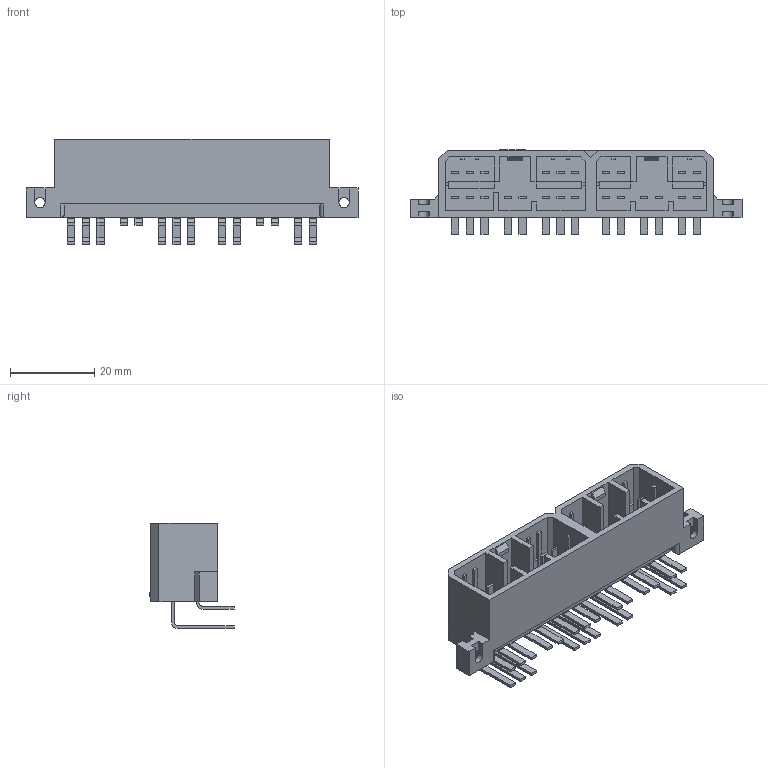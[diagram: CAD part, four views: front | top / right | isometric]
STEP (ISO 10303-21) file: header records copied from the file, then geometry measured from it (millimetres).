
FILE_DESCRIPTION((''),'2;1');
FILE_NAME('C-0173864-01-3','2007-09-02T',('workeradm'),('Tyco Electronics Corporation'),'PRO/ENGINEER BY PARAMETRIC TECHNOLOGY CORPORATION, 2005450','PRO/ENGINEER BY PARAMETRIC TECHNOLOGY CORPORATION, 2005450','');
FILE_SCHEMA(('CONFIG_CONTROL_DESIGN', 'GEOMETRIC_VALIDATION_PROPERTIES_MIM'));
Length unit declared in the file: millimetre
Products named in the file (1): C-0173864-01-3
Bounding box: 78.6 x 19.95 x 24.92 mm (x, y, z)
Volume: 8945 mm3; surface area: 11615.3 mm2
Topology: 1 solids, 1 shells, 541 faces, 1438 edges, 950 vertices
Faces by surface type: plane 480, cylinder 59, extrusion 2
Entity records: 16701 total; most frequent: CARTESIAN_POINT 2980, ORIENTED_EDGE 2876, DIRECTION 2626, EDGE_CURVE 1438, VECTOR 1320, LINE 1318, VERTEX_POINT 950, AXIS2_PLACEMENT_3D 653
